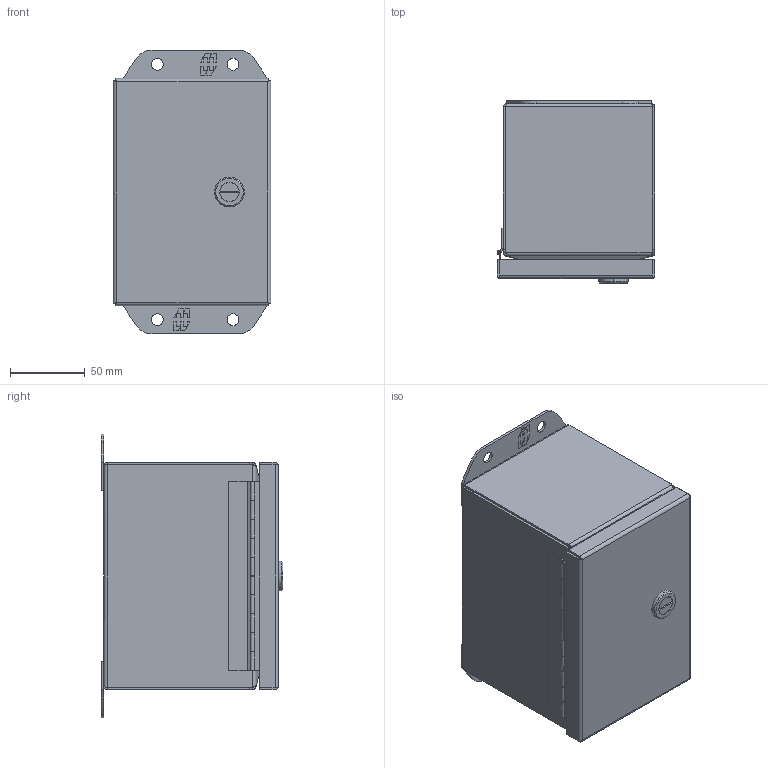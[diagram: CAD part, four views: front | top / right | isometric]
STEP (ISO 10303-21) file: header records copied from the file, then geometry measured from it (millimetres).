
FILE_DESCRIPTION (( 'STEP AP203' ), '1' );
FILE_NAME ('EJ644SS_Default.step', '2019-11-13T18:06:24', ( '' ), ( '' ), 'SwSTEP 2.0', 'SolidWorks 2019', '' );
FILE_SCHEMA (( 'CONFIG_CONTROL_DESIGN' ));
Length unit declared in the file: inch
Products named in the file (1): EJ644SS_Default
Bounding box: 105.8 x 122.06 x 190.5 mm (x, y, z)
Volume: 203289.8 mm3; surface area: 264619.4 mm2
Topology: 16 solids, 17 shells, 624 faces, 1544 edges, 961 vertices
Faces by surface type: plane 354, cylinder 174, bspline 60, cone 36
Entity records: 21631 total; most frequent: CARTESIAN_POINT 7042, ORIENTED_EDGE 3064, DIRECTION 2862, EDGE_CURVE 1532, LINE 1052, VECTOR 1052, VERTEX_POINT 961, AXIS2_PLACEMENT_3D 905
